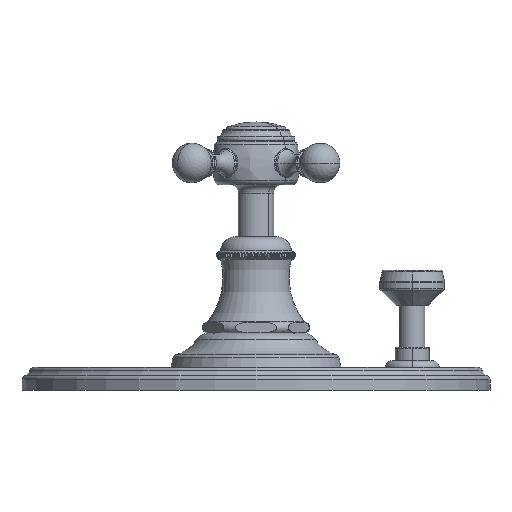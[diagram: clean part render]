
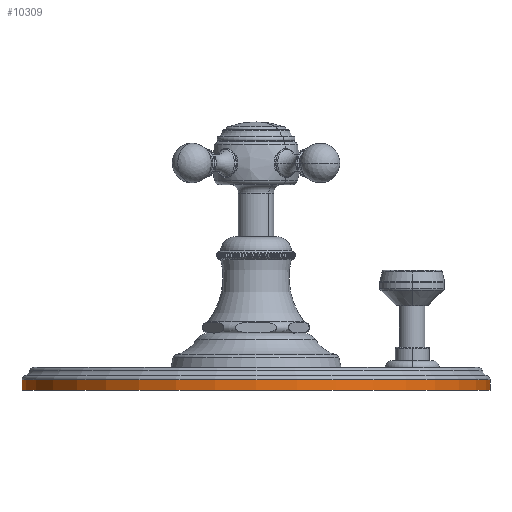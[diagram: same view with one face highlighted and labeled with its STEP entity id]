
A CAD part, left-side view. The second image highlights one B-rep face of the part: STEP entity #10309.
In plain terms, the highlighted cylindrical face has radius 82.55 mm (diameter 165.1 mm), a partial arc.
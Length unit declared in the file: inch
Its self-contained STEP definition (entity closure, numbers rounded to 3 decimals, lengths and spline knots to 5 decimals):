
#799=CARTESIAN_POINT('',(0.,0.,0.13946));
#800=DIRECTION('',(0.,0.,1.));
#801=DIRECTION('',(0.,1.,0.));
#802=AXIS2_PLACEMENT_3D('',#799,#800,#801);
#809=DIRECTION('',(0.,0.,1.));
#810=VECTOR('',#809,0.13946);
#811=CARTESIAN_POINT('',(0.,-3.25,0.));
#812=LINE('',#811,#810);
#813=CARTESIAN_POINT('',(0.,0.,0.));
#814=DIRECTION('',(0.,0.,1.));
#815=DIRECTION('',(0.,1.,0.));
#816=AXIS2_PLACEMENT_3D('',#813,#814,#815);
#818=DIRECTION('',(0.,0.,1.));
#819=VECTOR('',#818,0.13946);
#820=CARTESIAN_POINT('',(0.,3.25,0.));
#821=LINE('',#820,#819);
#8308=CARTESIAN_POINT('',(0.,3.25,0.));
#8309=CARTESIAN_POINT('',(0.,-3.25,0.));
#8310=VERTEX_POINT('',#8308);
#8311=VERTEX_POINT('',#8309);
#9296=CARTESIAN_POINT('',(0.,-3.25,0.13946));
#9297=CARTESIAN_POINT('',(0.,3.25,0.13946));
#9298=VERTEX_POINT('',#9296);
#9299=VERTEX_POINT('',#9297);
#10298=CARTESIAN_POINT('',(0.,0.,0.32865));
#10299=DIRECTION('',(0.,0.,-1.));
#10300=DIRECTION('',(0.,-1.,0.));
#10301=AXIS2_PLACEMENT_3D('',#10298,#10299,#10300);
#10302=CYLINDRICAL_SURFACE('',#10301,3.25);
#10303=ORIENTED_EDGE('',*,*,#10292,.T.);
#10304=ORIENTED_EDGE('',*,*,#9808,.F.);
#10305=ORIENTED_EDGE('',*,*,#9793,.F.);
#10306=ORIENTED_EDGE('',*,*,#9805,.T.);
#10307=EDGE_LOOP('',(#10303,#10304,#10305,#10306));
#10308=FACE_OUTER_BOUND('',#10307,.F.);
#10309=ADVANCED_FACE('',(#10308),#10302,.T.);
#803=CIRCLE('',#802,3.25);
#817=CIRCLE('',#816,3.25);
#9793=EDGE_CURVE('',#8310,#8311,#817,.T.);
#9805=EDGE_CURVE('',#8310,#9299,#821,.T.);
#9808=EDGE_CURVE('',#8311,#9298,#812,.T.);
#10292=EDGE_CURVE('',#9299,#9298,#803,.T.);
